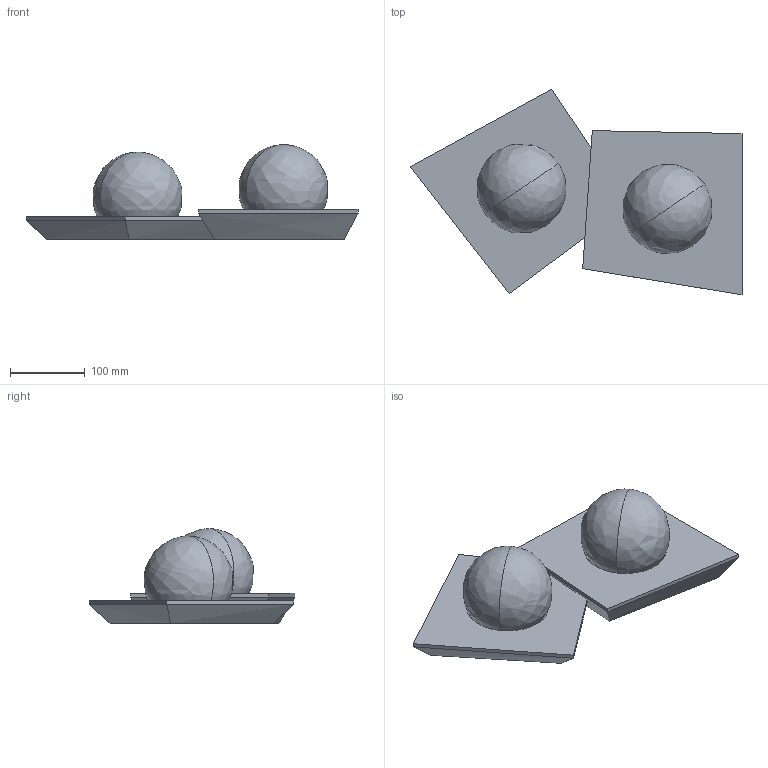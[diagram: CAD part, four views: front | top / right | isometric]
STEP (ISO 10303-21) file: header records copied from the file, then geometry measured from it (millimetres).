
FILE_DESCRIPTION(/* description */ (''),/* implementation_level */ '2;1');
FILE_NAME(/* name */ 'T388_C~1',/* time_stamp */ '2022-03-25T11:19:39+01:00',/* author */ (''),/* organization */ (''),/* preprocessor_version */ 'ST-DEVELOPER v16.5',/* originating_system */ '',/* authorisation */ '');
FILE_SCHEMA (('AUTOMOTIVE_DESIGN'));
Length unit declared in the file: millimetre
Products named in the file (1): Document
Bounding box: 444.07 x 274.82 x 126.59 mm (x, y, z)
Volume: 1888776.8 mm3; surface area: 535551.2 mm2
Topology: 19 solids, 19 shells, 406 faces, 959 edges, 619 vertices
Faces by surface type: bspline 260, plane 146
Entity records: 14303 total; most frequent: CARTESIAN_POINT 8549, ORIENTED_EDGE 1902, EDGE_CURVE 951, VERTEX_POINT 619, EDGE_LOOP 518, ADVANCED_FACE 406, FACE_OUTER_BOUND 406, B_SPLINE_CURVE_WITH_KNOTS 317
